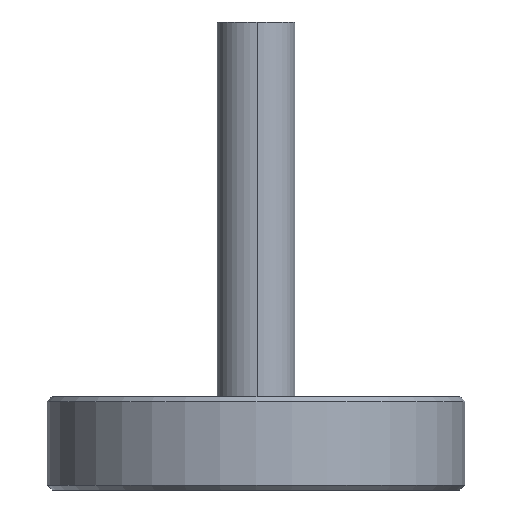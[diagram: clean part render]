
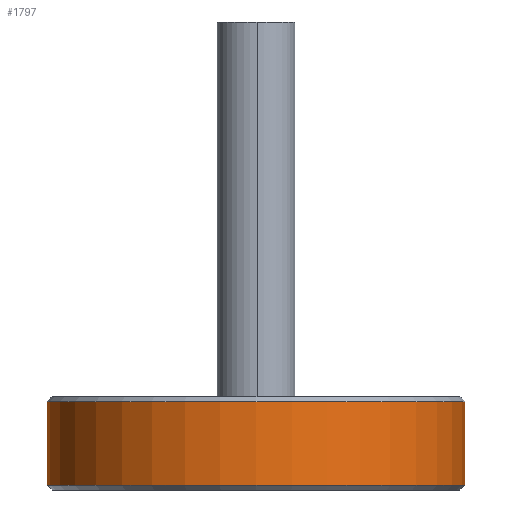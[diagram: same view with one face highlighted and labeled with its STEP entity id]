
A CAD part, left-side view. The second image highlights one B-rep face of the part: STEP entity #1797.
In plain terms, the highlighted cylindrical face has radius 17 mm (diameter 34 mm), a partial arc.
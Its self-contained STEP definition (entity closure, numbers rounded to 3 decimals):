
#32 = VECTOR ( 'NONE', #883, 1000. ) ;
#65 = CARTESIAN_POINT ( 'NONE',  ( 0., 7.2, -17. ) ) ;
#160 = AXIS2_PLACEMENT_3D ( 'NONE', #614, #609, #490 ) ;
#230 = CARTESIAN_POINT ( 'NONE',  ( 0., 0.4, 17. ) ) ;
#291 = AXIS2_PLACEMENT_3D ( 'NONE', #540, #687, #396 ) ;
#295 = EDGE_CURVE ( 'NONE', #519, #387, #558, .T. ) ;
#314 = CYLINDRICAL_SURFACE ( 'NONE', #291, 17. ) ;
#356 = FACE_OUTER_BOUND ( 'NONE', #975, .T. ) ;
#387 = VERTEX_POINT ( 'NONE', #65 ) ;
#396 = DIRECTION ( 'NONE',  ( 0., 0., 1. ) ) ;
#490 = DIRECTION ( 'NONE',  ( 0., 0., 1. ) ) ;
#519 = VERTEX_POINT ( 'NONE', #1567 ) ;
#540 = CARTESIAN_POINT ( 'NONE',  ( 0., 53.835, 0. ) ) ;
#558 = CIRCLE ( 'NONE', #160, 17. ) ;
#609 = DIRECTION ( 'NONE',  ( 0., -1., 0. ) ) ;
#614 = CARTESIAN_POINT ( 'NONE',  ( 0., 7.2, 0. ) ) ;
#621 = DIRECTION ( 'NONE',  ( 0., 1., 0. ) ) ;
#671 = CARTESIAN_POINT ( 'NONE',  ( 0., 0.4, -17. ) ) ;
#687 = DIRECTION ( 'NONE',  ( 0., 1., 0. ) ) ;
#743 = VECTOR ( 'NONE', #1179, 1000. ) ;
#746 = EDGE_CURVE ( 'NONE', #949, #519, #792, .T. ) ;
#747 = AXIS2_PLACEMENT_3D ( 'NONE', #1480, #621, #1626 ) ;
#760 = ORIENTED_EDGE ( 'NONE', *, *, #802, .T. ) ;
#782 = EDGE_CURVE ( 'NONE', #966, #387, #1086, .T. ) ;
#792 = LINE ( 'NONE', #1022, #32 ) ;
#802 = EDGE_CURVE ( 'NONE', #966, #949, #1004, .T. ) ;
#883 = DIRECTION ( 'NONE',  ( 0., 1., 0. ) ) ;
#949 = VERTEX_POINT ( 'NONE', #230 ) ;
#966 = VERTEX_POINT ( 'NONE', #671 ) ;
#975 = EDGE_LOOP ( 'NONE', ( #1185, #760, #1419, #1017 ) ) ;
#1004 = CIRCLE ( 'NONE', #747, 17. ) ;
#1017 = ORIENTED_EDGE ( 'NONE', *, *, #295, .T. ) ;
#1022 = CARTESIAN_POINT ( 'NONE',  ( 0., 53.835, 17. ) ) ;
#1086 = LINE ( 'NONE', #1759, #743 ) ;
#1179 = DIRECTION ( 'NONE',  ( 0., 1., 0. ) ) ;
#1185 = ORIENTED_EDGE ( 'NONE', *, *, #782, .F. ) ;
#1419 = ORIENTED_EDGE ( 'NONE', *, *, #746, .T. ) ;
#1480 = CARTESIAN_POINT ( 'NONE',  ( 0., 0.4, 0. ) ) ;
#1567 = CARTESIAN_POINT ( 'NONE',  ( 0., 7.2, 17. ) ) ;
#1626 = DIRECTION ( 'NONE',  ( 0., 0., -1. ) ) ;
#1759 = CARTESIAN_POINT ( 'NONE',  ( 0., 53.835, -17. ) ) ;
#1797 = ADVANCED_FACE ( 'NONE', ( #356 ), #314, .T. ) ;
